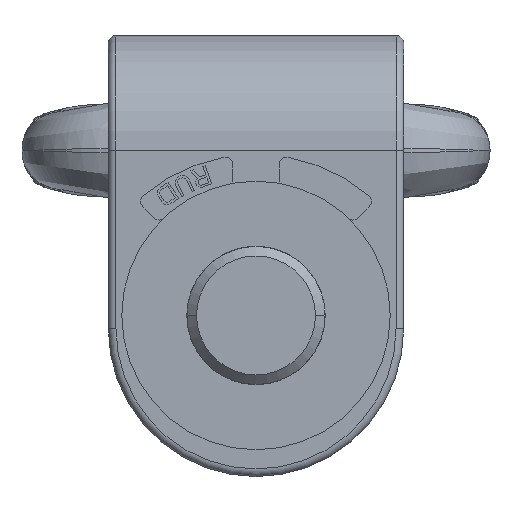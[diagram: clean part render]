
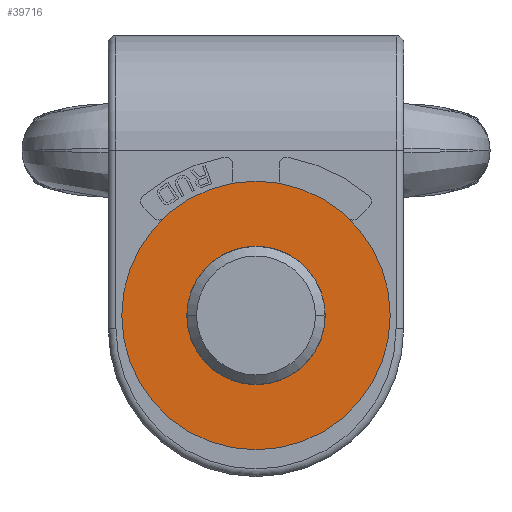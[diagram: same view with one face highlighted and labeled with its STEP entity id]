
A CAD part, front view. The second image highlights one B-rep face of the part: STEP entity #39716.
In plain terms, the highlighted face is planar.
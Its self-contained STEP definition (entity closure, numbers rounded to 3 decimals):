
#39555=CARTESIAN_POINT('',(0.,0.,38.5));
#39556=DIRECTION('',(0.,0.,-1.));
#39557=DIRECTION('',(1.,0.,0.));
#39558=AXIS2_PLACEMENT_3D('',#39555,#39556,#39557);
#39560=CARTESIAN_POINT('',(0.,0.,38.5));
#39561=DIRECTION('',(0.,0.,1.));
#39562=DIRECTION('',(1.,0.,0.));
#39563=AXIS2_PLACEMENT_3D('',#39560,#39561,#39562);
#39565=CARTESIAN_POINT('',(0.,0.,38.5));
#39566=DIRECTION('',(0.,0.,1.));
#39567=DIRECTION('',(1.,0.,0.));
#39568=AXIS2_PLACEMENT_3D('',#39565,#39566,#39567);
#39578=CARTESIAN_POINT('',(0.,0.,38.5));
#39579=DIRECTION('',(0.,0.,-1.));
#39580=DIRECTION('',(1.,0.,0.));
#39581=AXIS2_PLACEMENT_3D('',#39578,#39579,#39580);
#39667=CARTESIAN_POINT('',(35.,0.,38.5));
#39669=VERTEX_POINT('',#39667);
#39680=CARTESIAN_POINT('',(18.05,0.,38.5));
#39682=VERTEX_POINT('',#39680);
#39683=CARTESIAN_POINT('',(-35.,0.,38.5));
#39685=VERTEX_POINT('',#39683);
#39696=CARTESIAN_POINT('',(-18.05,0.,38.5));
#39698=VERTEX_POINT('',#39696);
#39699=CARTESIAN_POINT('',(0.,0.,38.5));
#39700=DIRECTION('',(0.,0.,1.));
#39701=DIRECTION('',(-1.,0.,0.));
#39702=AXIS2_PLACEMENT_3D('',#39699,#39700,#39701);
#39703=PLANE('',#39702);
#39705=ORIENTED_EDGE('',*,*,#39704,.F.);
#39707=ORIENTED_EDGE('',*,*,#39706,.T.);
#39708=EDGE_LOOP('',(#39705,#39707));
#39709=FACE_OUTER_BOUND('',#39708,.F.);
#39711=ORIENTED_EDGE('',*,*,#39710,.F.);
#39713=ORIENTED_EDGE('',*,*,#39712,.T.);
#39714=EDGE_LOOP('',(#39711,#39713));
#39715=FACE_BOUND('',#39714,.F.);
#39716=ADVANCED_FACE('',(#39709,#39715),#39703,.T.);
#39559=CIRCLE('',#39558,18.05);
#39564=CIRCLE('',#39563,18.05);
#39569=CIRCLE('',#39568,35.);
#39582=CIRCLE('',#39581,35.);
#39704=EDGE_CURVE('',#39669,#39685,#39569,.T.);
#39706=EDGE_CURVE('',#39669,#39685,#39582,.T.);
#39710=EDGE_CURVE('',#39682,#39698,#39559,.T.);
#39712=EDGE_CURVE('',#39682,#39698,#39564,.T.);
